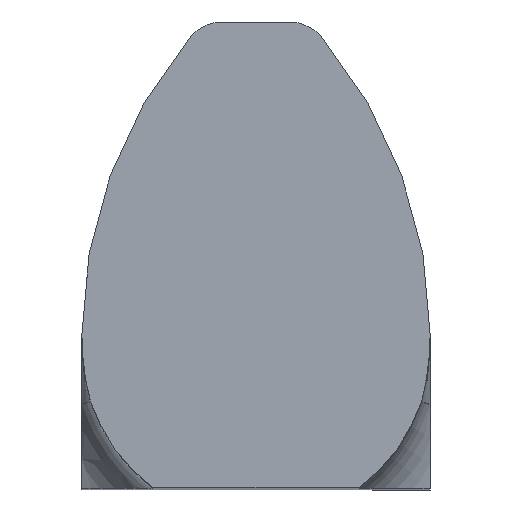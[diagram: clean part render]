
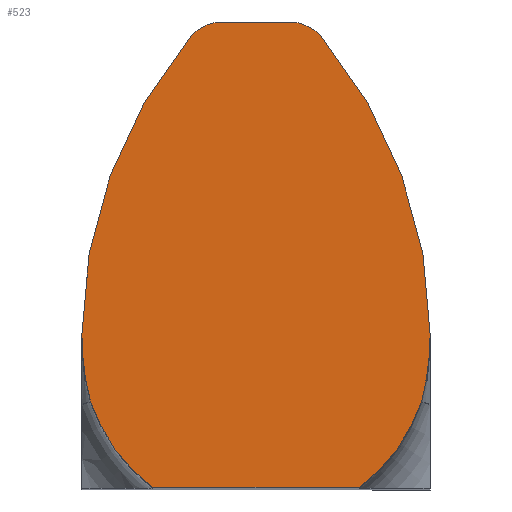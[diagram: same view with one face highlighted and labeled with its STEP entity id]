
A CAD part, top view. The second image highlights one B-rep face of the part: STEP entity #523.
In plain terms, the highlighted planar face has unit normal (0, 0, 1).
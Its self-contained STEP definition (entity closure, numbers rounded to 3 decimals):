
#41=LINE('',#854,#76);
#58=LINE('',#964,#93);
#76=VECTOR('',#637,10.);
#93=VECTOR('',#702,10.);
#113=PLANE('',#587);
#159=FACE_OUTER_BOUND('',#187,.T.);
#187=EDGE_LOOP('',(#439,#440,#441,#442,#443,#444,#445,#446,#447,#448));
#200=CIRCLE('',#553,171.995);
#202=CIRCLE('',#556,252.592);
#207=CIRCLE('',#570,252.592);
#210=CIRCLE('',#574,39.976);
#212=CIRCLE('',#578,39.969);
#214=CIRCLE('',#581,452.276);
#215=CIRCLE('',#583,171.995);
#217=CIRCLE('',#586,452.124);
#245=VERTEX_POINT('',#851);
#246=VERTEX_POINT('',#853);
#251=VERTEX_POINT('',#892);
#254=VERTEX_POINT('',#900);
#263=VERTEX_POINT('',#944);
#264=VERTEX_POINT('',#946);
#268=VERTEX_POINT('',#955);
#269=VERTEX_POINT('',#957);
#271=VERTEX_POINT('',#963);
#273=VERTEX_POINT('',#969);
#295=EDGE_CURVE('',#246,#245,#41,.T.);
#302=EDGE_CURVE('',#245,#251,#200,.T.);
#306=EDGE_CURVE('',#251,#254,#202,.T.);
#321=EDGE_CURVE('',#264,#263,#207,.T.);
#326=EDGE_CURVE('',#269,#268,#210,.T.);
#329=EDGE_CURVE('',#271,#269,#58,.T.);
#332=EDGE_CURVE('',#273,#271,#212,.T.);
#335=EDGE_CURVE('',#254,#273,#214,.T.);
#336=EDGE_CURVE('',#263,#246,#215,.T.);
#338=EDGE_CURVE('',#268,#264,#217,.T.);
#439=ORIENTED_EDGE('',*,*,#338,.T.);
#440=ORIENTED_EDGE('',*,*,#321,.T.);
#441=ORIENTED_EDGE('',*,*,#336,.T.);
#442=ORIENTED_EDGE('',*,*,#295,.T.);
#443=ORIENTED_EDGE('',*,*,#302,.T.);
#444=ORIENTED_EDGE('',*,*,#306,.T.);
#445=ORIENTED_EDGE('',*,*,#335,.T.);
#446=ORIENTED_EDGE('',*,*,#332,.T.);
#447=ORIENTED_EDGE('',*,*,#329,.T.);
#448=ORIENTED_EDGE('',*,*,#326,.T.);
#523=ADVANCED_FACE('',(#159),#113,.T.);
#553=AXIS2_PLACEMENT_3D('',#894,#645,#646);
#556=AXIS2_PLACEMENT_3D('',#902,#653,#654);
#570=AXIS2_PLACEMENT_3D('',#947,#686,#687);
#574=AXIS2_PLACEMENT_3D('',#958,#696,#697);
#578=AXIS2_PLACEMENT_3D('',#970,#708,#709);
#581=AXIS2_PLACEMENT_3D('',#974,#715,#716);
#583=AXIS2_PLACEMENT_3D('',#976,#719,#720);
#586=AXIS2_PLACEMENT_3D('',#979,#725,#726);
#587=AXIS2_PLACEMENT_3D('',#980,#727,#728);
#637=DIRECTION('',(1.,0.,0.));
#645=DIRECTION('center_axis',(0.,0.,1.));
#646=DIRECTION('ref_axis',(0.595,-0.804,0.));
#653=DIRECTION('center_axis',(0.,0.,1.));
#654=DIRECTION('ref_axis',(0.967,-0.254,0.));
#686=DIRECTION('center_axis',(0.,0.,1.));
#687=DIRECTION('ref_axis',(-1.,0.003,0.));
#696=DIRECTION('center_axis',(0.,0.,1.));
#697=DIRECTION('ref_axis',(-0.002,1.,0.));
#702=DIRECTION('',(-1.,0.,0.));
#708=DIRECTION('center_axis',(0.,0.,1.));
#709=DIRECTION('ref_axis',(0.766,0.643,0.));
#715=DIRECTION('center_axis',(0.,0.,1.));
#716=DIRECTION('ref_axis',(1.,0.003,0.));
#719=DIRECTION('center_axis',(0.,0.,1.));
#720=DIRECTION('ref_axis',(-0.949,-0.315,0.));
#725=DIRECTION('center_axis',(0.,0.,1.));
#726=DIRECTION('ref_axis',(-0.766,0.643,0.));
#727=DIRECTION('center_axis',(0.,0.,1.));
#728=DIRECTION('ref_axis',(1.,0.,0.));
#851=CARTESIAN_POINT('',(100.326,0.,1480.));
#853=CARTESIAN_POINT('',(-100.326,0.,1480.));
#854=CARTESIAN_POINT('',(-100.326,0.,1480.));
#892=CARTESIAN_POINT('',(161.225,84.021,1480.));
#894=CARTESIAN_POINT('Origin',(-1.999,138.246,1480.));
#900=CARTESIAN_POINT('',(169.498,149.176,1480.));
#902=CARTESIAN_POINT('Origin',(-83.092,148.147,1480.));
#944=CARTESIAN_POINT('',(-161.225,84.021,1480.));
#946=CARTESIAN_POINT('',(-169.499,148.945,1480.));
#947=CARTESIAN_POINT('Origin',(83.092,148.147,1480.));
#955=CARTESIAN_POINT('',(-63.479,438.713,1480.));
#957=CARTESIAN_POINT('',(-32.938,452.983,1480.));
#958=CARTESIAN_POINT('Origin',(-32.864,413.008,1480.));
#963=CARTESIAN_POINT('',(32.932,452.983,1480.));
#964=CARTESIAN_POINT('',(32.932,452.983,1480.));
#969=CARTESIAN_POINT('',(63.459,438.697,1480.));
#970=CARTESIAN_POINT('Origin',(32.834,413.014,1480.));
#974=CARTESIAN_POINT('Origin',(-282.775,147.708,1480.));
#976=CARTESIAN_POINT('Origin',(1.999,138.246,1480.));
#979=CARTESIAN_POINT('Origin',(282.624,147.802,1480.));
#980=CARTESIAN_POINT('Origin',(-0.006,202.874,1480.));
